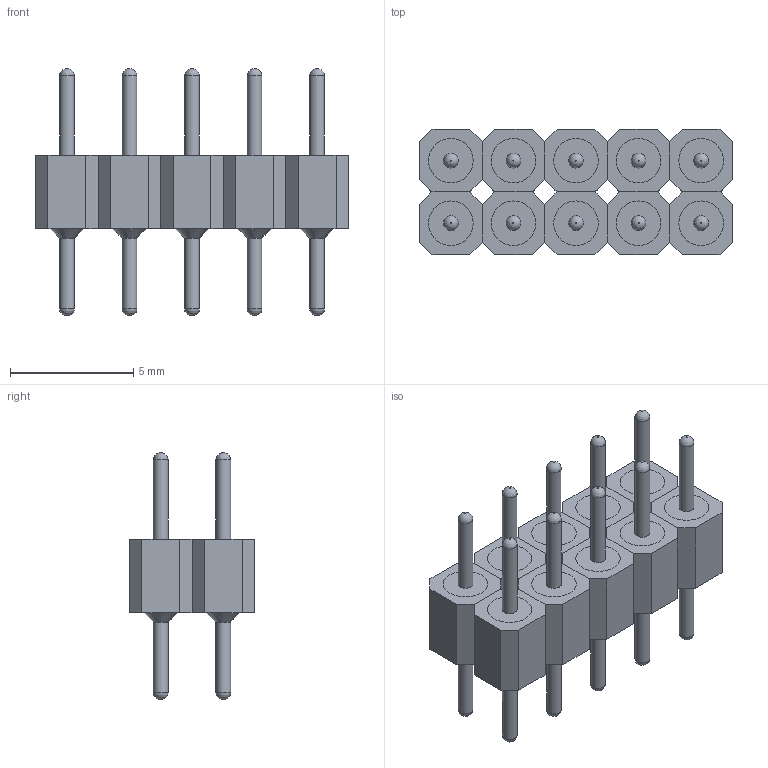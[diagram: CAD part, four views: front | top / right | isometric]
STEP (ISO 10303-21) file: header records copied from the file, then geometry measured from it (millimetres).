
FILE_DESCRIPTION(('FreeCAD Model'),'2;1');
FILE_NAME('1x02_B3_L10.step','2016-11-21T17:18:18',('Author'),(''), 'Open CASCADE STEP processor 6.8','FreeCAD','Unknown');
FILE_SCHEMA(('AUTOMOTIVE_DESIGN_CC2 { 1 2 10303 214 -1 1 5 4 }'));
Length unit declared in the file: millimetre
Products named in the file (2): ASSEMBLY; 1x02_B3_L10
Assembly tree (1 placements, depth 2):
  ASSEMBLY
    1x02_B3_L10
Bounding box: 12.7 x 5.08 x 10 mm (x, y, z)
Volume: 199.7 mm3; surface area: 826.7 mm2
Topology: 20 solids, 20 shells, 320 faces, 610 edges, 380 vertices
Faces by surface type: plane 170, cylinder 100, cone 30, revolution 20
Full cylindrical faces by diameter (mm): 0.6 x20, 1.35 x40, 1.5 x20, 1.81 x20
Entity records: 18347 total; most frequent: CARTESIAN_POINT 3402, DIRECTION 2364, ORIENTED_EDGE 1220, PCURVE 1220, DEFINITIONAL_REPRESENTATION 1220, LINE 1200, VECTOR 1200, EDGE_CURVE 610
